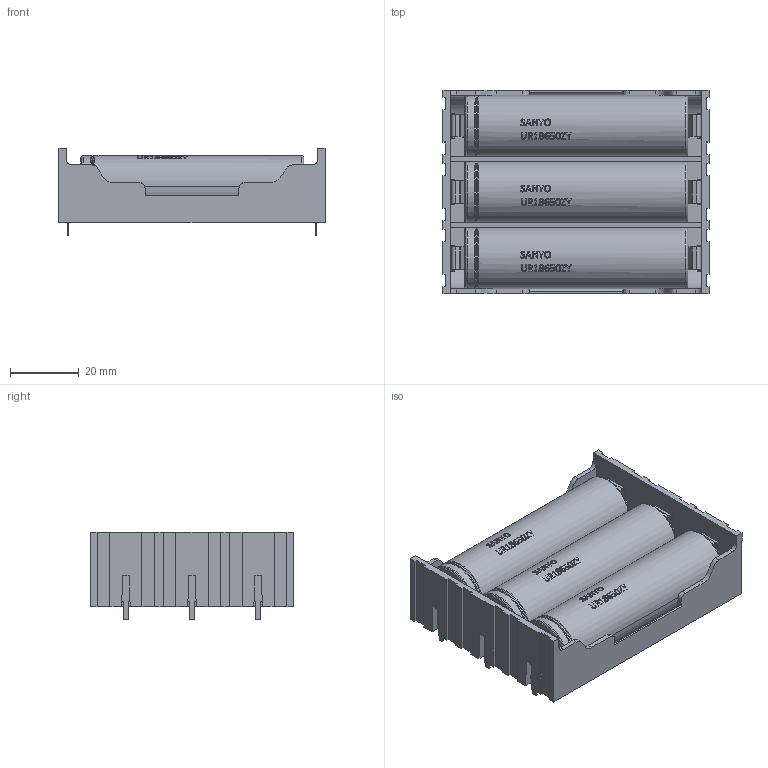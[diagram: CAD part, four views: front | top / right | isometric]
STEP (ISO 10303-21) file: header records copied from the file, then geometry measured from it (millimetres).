
FILE_DESCRIPTION (( 'STEP AP214' ), '1' );
FILE_NAME ('X3B.STEP', '2018-12-11T19:23:00', ( 'SAIRUS' ), ( '' ), 'SwSTEP 2.0', 'SolidWorks 2019', '' );
FILE_SCHEMA (( 'AUTOMOTIVE_DESIGN' ));
Length unit declared in the file: millimetre
Products named in the file (4): 18650_Cell only; 18650m_3; X3B; 18650s
Assembly tree (10 placements, depth 2):
  X3B
    18650m_3
    18650s  x6
    18650_Cell only  x3
Bounding box: 77.65 x 59.4 x 25.48 mm (x, y, z)
Volume: 66839.8 mm3; surface area: 37048.4 mm2
Topology: 10 solids, 13 shells, 1479 faces, 3927 edges, 2474 vertices
Faces by surface type: bspline 580, plane 523, cylinder 268, torus 96, cone 12
Entity records: 38157 total; most frequent: CARTESIAN_POINT 20532, ORIENTED_EDGE 3358, DIRECTION 2175, EDGE_CURVE 1679, VERTEX_POINT 1082, VECTOR 783, LINE 783, AXIS2_PLACEMENT_3D 696
